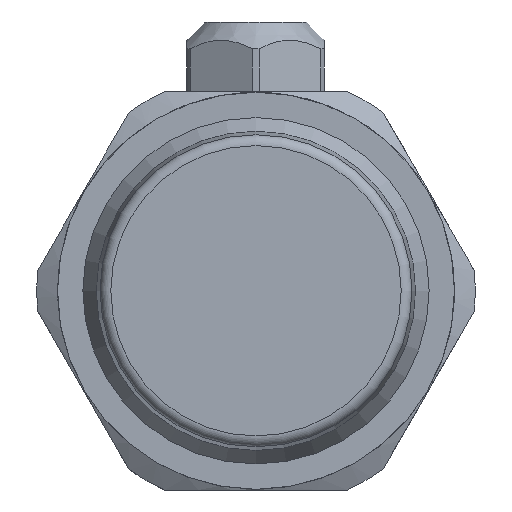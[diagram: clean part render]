
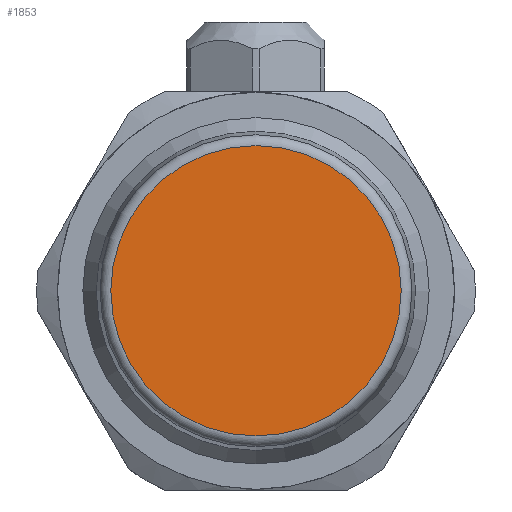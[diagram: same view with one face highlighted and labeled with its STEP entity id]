
A CAD part, front view. The second image highlights one B-rep face of the part: STEP entity #1853.
In plain terms, the highlighted planar face has unit normal (0, -1, 0).
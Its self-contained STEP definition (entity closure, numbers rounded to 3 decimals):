
#262=ORIENTED_EDGE('',*,*,#617,.T.);
#617=EDGE_CURVE('',#795,#795,#909,.T.);
#795=VERTEX_POINT('',#2601);
#909=CIRCLE('',#1953,20.04);
#985=EDGE_LOOP('',(#262));
#1097=FACE_BOUND('',#985,.T.);
#1206=PLANE('',#1952);
#1853=ADVANCED_FACE('',(#1097),#1206,.F.);
#1952=AXIS2_PLACEMENT_3D('',#2599,#2138,#2139);
#1953=AXIS2_PLACEMENT_3D('',#2600,#2140,#2141);
#2138=DIRECTION('',(0.,1.,0.));
#2139=DIRECTION('',(0.5,0.,0.866));
#2140=DIRECTION('',(0.,-1.,0.));
#2141=DIRECTION('',(-0.5,0.,-0.866));
#2599=CARTESIAN_POINT('',(0.,-2.5,0.));
#2600=CARTESIAN_POINT('',(0.,-2.5,0.));
#2601=CARTESIAN_POINT('',(-10.02,-2.5,-17.355));
